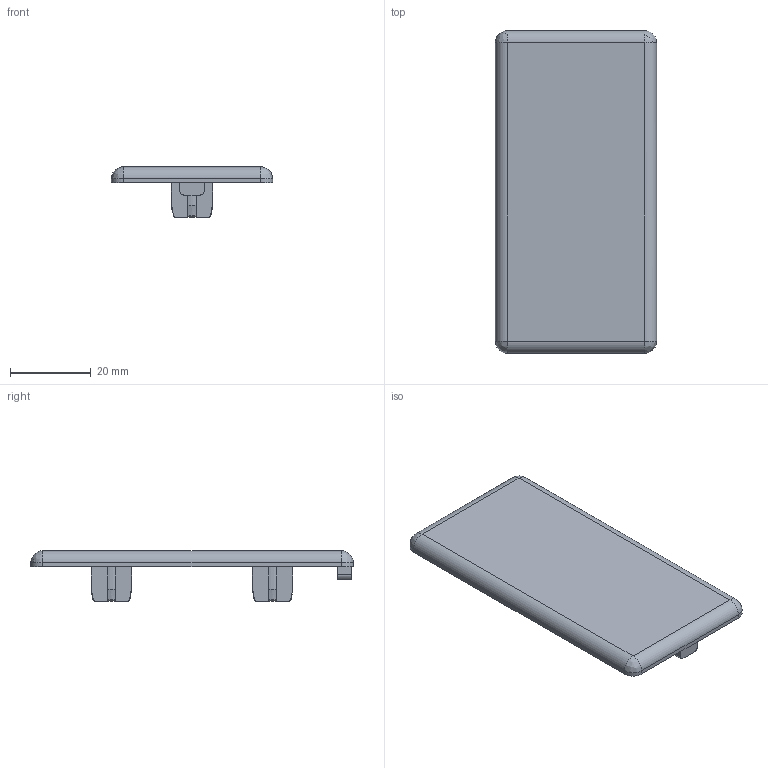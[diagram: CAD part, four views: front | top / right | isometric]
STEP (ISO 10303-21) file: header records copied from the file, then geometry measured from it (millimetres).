
FILE_DESCRIPTION (( 'STEP AP203' ), '1' );
FILE_NAME ('411548748.STEP', '2022-08-28T13:03:25', ( '' ), ( '' ), 'SwSTEP 2.0', 'SolidWorks 2014', '' );
FILE_SCHEMA (( 'CONFIG_CONTROL_DESIGN' ));
Length unit declared in the file: millimetre
Products named in the file (1): 411548748
Bounding box: 40 x 80 x 12.5 mm (x, y, z)
Volume: 10555.8 mm3; surface area: 8026.2 mm2
Topology: 1 solids, 1 shells, 83 faces, 226 edges, 144 vertices
Faces by surface type: plane 35, cylinder 20, bspline 18, cone 10
Entity records: 2935 total; most frequent: CARTESIAN_POINT 888, ORIENTED_EDGE 444, DIRECTION 376, EDGE_CURVE 222, VERTEX_POINT 144, AXIS2_PLACEMENT_3D 132, VECTOR 112, LINE 112
